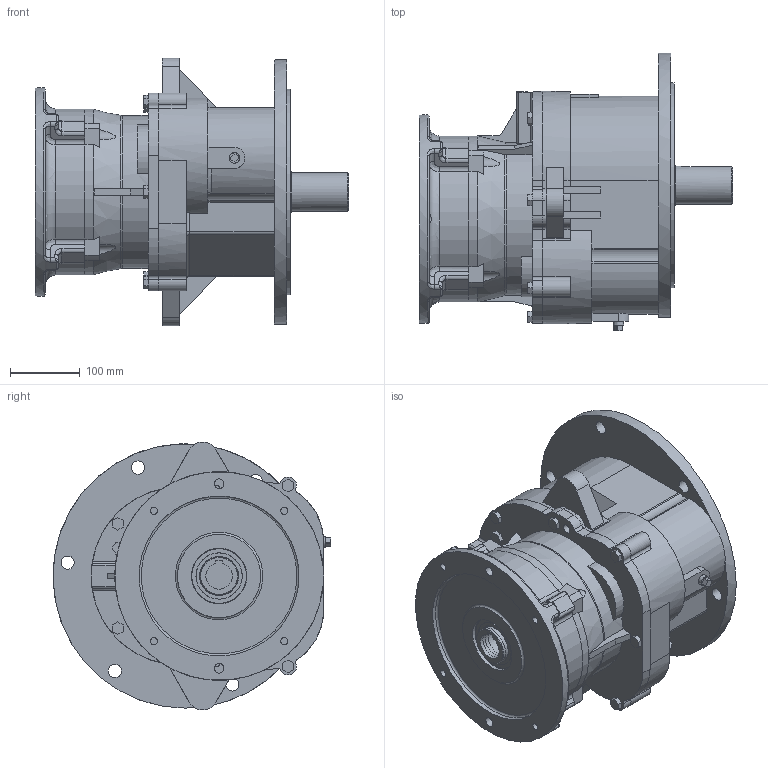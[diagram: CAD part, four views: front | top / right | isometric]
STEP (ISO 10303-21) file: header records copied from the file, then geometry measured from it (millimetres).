
FILE_DESCRIPTION (( 'STEP AP214' ), '1' );
FILE_NAME ('EK2DO08386H001_F1VM20_7.5KW_R15~30_defeature.stp', '2022-06-08T01:15:09', ( 'Windows 餌辨濠' ), ( '' ), 'SwSTEP 2.0', 'SolidWorks 2021', '' );
FILE_SCHEMA (( 'AUTOMOTIVE_DESIGN' ));
Length unit declared in the file: millimetre
Products named in the file (1): EK2DO08386H001_F1VM20_7.5KW_R15~30_defeature
Bounding box: 450 x 399.58 x 384.85 mm (x, y, z)
Volume: 19924580 mm3; surface area: 812221 mm2
Topology: 1 solids, 2 shells, 637 faces, 1651 edges, 1043 vertices
Faces by surface type: plane 307, cylinder 250, bspline 40, torus 24, cone 16
Full cylindrical faces by diameter (mm): 4 x1, 10.2 x4, 13 x2, 14 x2, 19 x6, 48 x1, 55 x4, 60 x1, 65 x1, 66.41 x2, 78.59 x2, 80 x1, 85 x1, 230 x1, 275 x1, 295 x1, 300 x1, 380 x1
Entity records: 23357 total; most frequent: CARTESIAN_POINT 6923, ORIENTED_EDGE 3142, DIRECTION 3135, EDGE_CURVE 1571, AXIS2_PLACEMENT_3D 1154, VERTEX_POINT 1016, VECTOR 827, LINE 827
